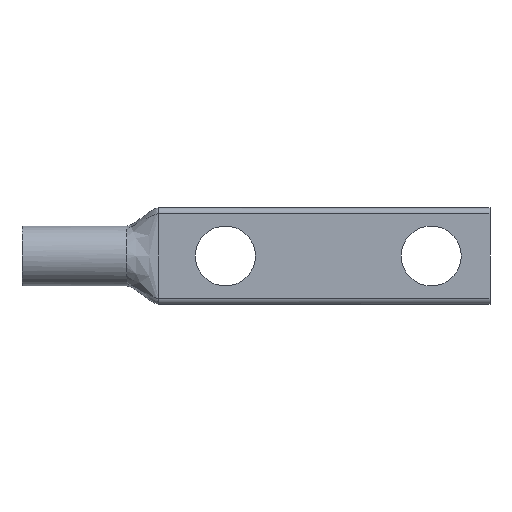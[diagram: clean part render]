
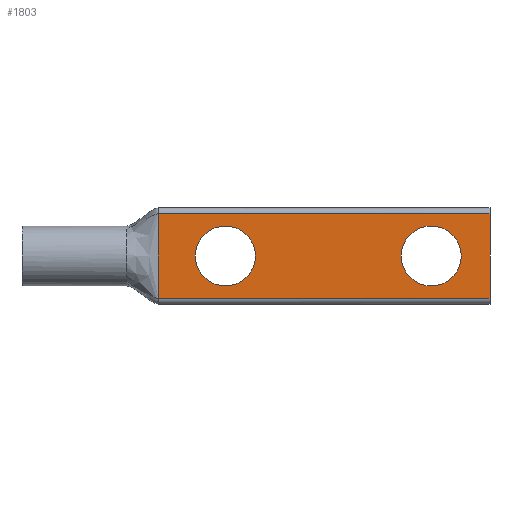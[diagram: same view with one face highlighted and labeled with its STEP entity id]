
A CAD part, front view. The second image highlights one B-rep face of the part: STEP entity #1803.
In plain terms, the highlighted planar face has unit normal (0, -1, 0).
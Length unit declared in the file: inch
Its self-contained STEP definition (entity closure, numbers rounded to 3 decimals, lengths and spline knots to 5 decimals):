
#2 = DIRECTION ( 'NONE',  ( -1., 0., 0. ) ) ;
#4 = DIRECTION ( 'NONE',  ( 0., 1., 0. ) ) ;
#7 = ORIENTED_EDGE ( 'NONE', *, *, #1116, .T. ) ;
#39 = EDGE_CURVE ( 'NONE', #83, #1683, #805, .T. ) ;
#81 = CARTESIAN_POINT ( 'NONE',  ( 3.48, 0., 0.255 ) ) ;
#83 = VERTEX_POINT ( 'NONE', #1186 ) ;
#88 = DIRECTION ( 'NONE',  ( 0., 1., 0. ) ) ;
#120 = CARTESIAN_POINT ( 'NONE',  ( 3.48, 0., -0.255 ) ) ;
#144 = CARTESIAN_POINT ( 'NONE',  ( 1.73, 0., 0.255 ) ) ;
#192 = ORIENTED_EDGE ( 'NONE', *, *, #914, .T. ) ;
#200 = CARTESIAN_POINT ( 'NONE',  ( 3.48, 0., 0. ) ) ;
#217 = CARTESIAN_POINT ( 'NONE',  ( 4.80608, 0., 0. ) ) ;
#220 = VERTEX_POINT ( 'NONE', #672 ) ;
#287 = VERTEX_POINT ( 'NONE', #120 ) ;
#335 = VERTEX_POINT ( 'NONE', #1287 ) ;
#366 = VECTOR ( 'NONE', #2, 39.37008 ) ;
#368 = EDGE_CURVE ( 'NONE', #220, #606, #1480, .T. ) ;
#433 = AXIS2_PLACEMENT_3D ( 'NONE', #1462, #88, #1105 ) ;
#491 = DIRECTION ( 'NONE',  ( 0., 1., 0. ) ) ;
#511 = FACE_BOUND ( 'NONE', #1484, .T. ) ;
#522 = DIRECTION ( 'NONE',  ( 0., -1., 0. ) ) ;
#539 = FACE_BOUND ( 'NONE', #905, .T. ) ;
#546 = EDGE_CURVE ( 'NONE', #1683, #83, #1653, .T. ) ;
#594 = DIRECTION ( 'NONE',  ( 0., 0., 1. ) ) ;
#604 = CARTESIAN_POINT ( 'NONE',  ( 4.80608, 0., 0.36 ) ) ;
#606 = VERTEX_POINT ( 'NONE', #647 ) ;
#611 = ORIENTED_EDGE ( 'NONE', *, *, #1408, .F. ) ;
#624 = DIRECTION ( 'NONE',  ( 0., 0., 1. ) ) ;
#637 = VERTEX_POINT ( 'NONE', #81 ) ;
#640 = DIRECTION ( 'NONE',  ( 0., 0., -1. ) ) ;
#647 = CARTESIAN_POINT ( 'NONE',  ( 1.16, 0., 0.36 ) ) ;
#658 = VECTOR ( 'NONE', #640, 39.37008 ) ;
#672 = CARTESIAN_POINT ( 'NONE',  ( 3.98, 0., 0.36 ) ) ;
#681 = PLANE ( 'NONE',  #1257 ) ;
#723 = DIRECTION ( 'NONE',  ( -1., 0., 0. ) ) ;
#782 = LINE ( 'NONE', #1624, #658 ) ;
#783 = CARTESIAN_POINT ( 'NONE',  ( 1.73, 0., 0. ) ) ;
#788 = CARTESIAN_POINT ( 'NONE',  ( 3.48, 0., 0. ) ) ;
#792 = ORIENTED_EDGE ( 'NONE', *, *, #910, .F. ) ;
#805 = CIRCLE ( 'NONE', #1526, 0.255 ) ;
#827 = VERTEX_POINT ( 'NONE', #1510 ) ;
#893 = AXIS2_PLACEMENT_3D ( 'NONE', #788, #491, #624 ) ;
#905 = EDGE_LOOP ( 'NONE', ( #1311, #988 ) ) ;
#910 = EDGE_CURVE ( 'NONE', #220, #827, #940, .T. ) ;
#914 = EDGE_CURVE ( 'NONE', #287, #637, #1594, .T. ) ;
#928 = VECTOR ( 'NONE', #723, 39.37008 ) ;
#940 = LINE ( 'NONE', #1784, #984 ) ;
#984 = VECTOR ( 'NONE', #1646, 39.37008 ) ;
#988 = ORIENTED_EDGE ( 'NONE', *, *, #39, .T. ) ;
#1094 = FACE_OUTER_BOUND ( 'NONE', #1640, .T. ) ;
#1105 = DIRECTION ( 'NONE',  ( 0., 0., 1. ) ) ;
#1113 = EDGE_CURVE ( 'NONE', #606, #335, #782, .T. ) ;
#1116 = EDGE_CURVE ( 'NONE', #637, #287, #1707, .T. ) ;
#1186 = CARTESIAN_POINT ( 'NONE',  ( 1.73, 0., -0.255 ) ) ;
#1257 = AXIS2_PLACEMENT_3D ( 'NONE', #217, #522, #1663 ) ;
#1287 = CARTESIAN_POINT ( 'NONE',  ( 1.16, 0., -0.36 ) ) ;
#1311 = ORIENTED_EDGE ( 'NONE', *, *, #546, .T. ) ;
#1369 = DIRECTION ( 'NONE',  ( 0., 1., 0. ) ) ;
#1408 = EDGE_CURVE ( 'NONE', #827, #335, #1428, .T. ) ;
#1428 = LINE ( 'NONE', #1436, #928 ) ;
#1436 = CARTESIAN_POINT ( 'NONE',  ( 4.80608, 0., -0.36 ) ) ;
#1462 = CARTESIAN_POINT ( 'NONE',  ( 1.73, 0., 0. ) ) ;
#1480 = LINE ( 'NONE', #604, #366 ) ;
#1484 = EDGE_LOOP ( 'NONE', ( #7, #192 ) ) ;
#1492 = ORIENTED_EDGE ( 'NONE', *, *, #1113, .T. ) ;
#1510 = CARTESIAN_POINT ( 'NONE',  ( 3.98, 0., -0.36 ) ) ;
#1526 = AXIS2_PLACEMENT_3D ( 'NONE', #783, #4, #594 ) ;
#1527 = DIRECTION ( 'NONE',  ( 0., 0., 1. ) ) ;
#1529 = AXIS2_PLACEMENT_3D ( 'NONE', #200, #1369, #1527 ) ;
#1594 = CIRCLE ( 'NONE', #1529, 0.255 ) ;
#1624 = CARTESIAN_POINT ( 'NONE',  ( 1.16, 0., 0. ) ) ;
#1640 = EDGE_LOOP ( 'NONE', ( #1716, #1492, #611, #792 ) ) ;
#1646 = DIRECTION ( 'NONE',  ( 0., 0., -1. ) ) ;
#1653 = CIRCLE ( 'NONE', #433, 0.255 ) ;
#1663 = DIRECTION ( 'NONE',  ( 0., 0., -1. ) ) ;
#1683 = VERTEX_POINT ( 'NONE', #144 ) ;
#1707 = CIRCLE ( 'NONE', #893, 0.255 ) ;
#1716 = ORIENTED_EDGE ( 'NONE', *, *, #368, .T. ) ;
#1784 = CARTESIAN_POINT ( 'NONE',  ( 3.98, 0., 0. ) ) ;
#1803 = ADVANCED_FACE ( 'NONE', ( #1094, #539, #511 ), #681, .T. ) ;
